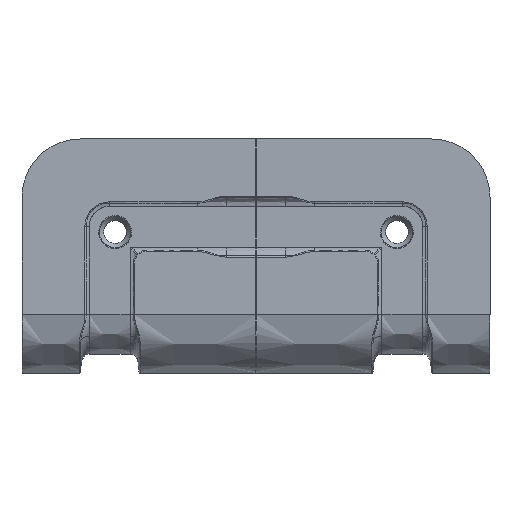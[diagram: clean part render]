
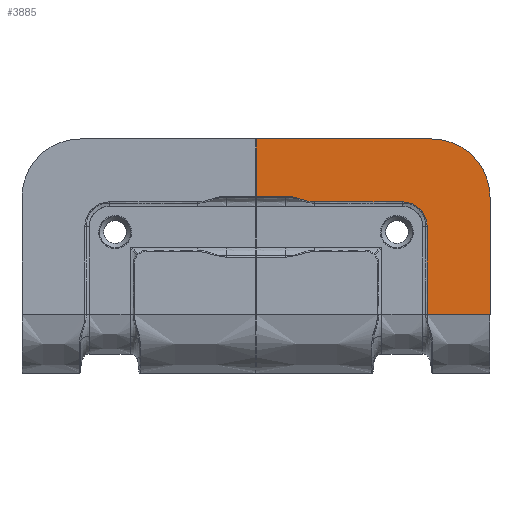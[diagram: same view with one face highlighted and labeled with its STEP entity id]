
A CAD part, top view. The second image highlights one B-rep face of the part: STEP entity #3885.
In plain terms, the highlighted free-form (B-spline) face has degree [3, 3] with [4, 4] control points.
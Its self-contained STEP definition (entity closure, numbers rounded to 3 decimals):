
#553=FACE_OUTER_BOUND('',#725,.T.);
#725=EDGE_LOOP('',(#3414,#3415,#3416,#3417,#3418,#3419,#3420,#3421,#3422,
#3423));
#1163=B_SPLINE_CURVE_WITH_KNOTS('',3,(#17153,#17154,#17155,#17156),
 .UNSPECIFIED.,.F.,.F.,(4,4),(0.,1.),.UNSPECIFIED.);
#1164=B_SPLINE_CURVE_WITH_KNOTS('',3,(#17158,#17159,#17160,#17161,#17162,
#17163,#17164),.UNSPECIFIED.,.F.,.F.,(4,3,4),(-0.753,-0.376,
0.),.UNSPECIFIED.);
#1165=B_SPLINE_CURVE_WITH_KNOTS('',3,(#17166,#17167,#17168,#17169),
 .UNSPECIFIED.,.F.,.F.,(4,4),(0.375,0.75),
 .UNSPECIFIED.);
#1166=B_SPLINE_CURVE_WITH_KNOTS('',3,(#17171,#17172,#17173,#17174),
 .UNSPECIFIED.,.F.,.F.,(4,4),(0.731,1.),.UNSPECIFIED.);
#1167=B_SPLINE_CURVE_WITH_KNOTS('',3,(#17176,#17177,#17178,#17179),
 .UNSPECIFIED.,.F.,.F.,(4,4),(-0.75,-0.25),.UNSPECIFIED.);
#1168=B_SPLINE_CURVE_WITH_KNOTS('',3,(#17181,#17182,#17183,#17184,#17185,
#17186,#17187),.UNSPECIFIED.,.F.,.F.,(4,3,4),(0.,0.888,1.773),
 .UNSPECIFIED.);
#1169=B_SPLINE_CURVE_WITH_KNOTS('',3,(#17189,#17190,#17191,#17192),
 .UNSPECIFIED.,.F.,.F.,(4,4),(-0.75,0.),.UNSPECIFIED.);
#1170=B_SPLINE_CURVE_WITH_KNOTS('',3,(#17194,#17195,#17196,#17197),
 .UNSPECIFIED.,.F.,.F.,(4,4),(0.,0.245),.UNSPECIFIED.);
#1171=B_SPLINE_CURVE_WITH_KNOTS('',3,(#17199,#17200,#17201,#17202),
 .UNSPECIFIED.,.F.,.F.,(4,4),(0.,0.127),.UNSPECIFIED.);
#1172=B_SPLINE_CURVE_WITH_KNOTS('',3,(#17203,#17204,#17205,#17206,#17207,
#17208,#17209),.UNSPECIFIED.,.F.,.F.,(4,3,4),(-0.555,-0.278,
0.),.UNSPECIFIED.);
#1886=VERTEX_POINT('',#17151);
#1887=VERTEX_POINT('',#17152);
#1888=VERTEX_POINT('',#17157);
#1889=VERTEX_POINT('',#17165);
#1890=VERTEX_POINT('',#17170);
#1891=VERTEX_POINT('',#17175);
#1892=VERTEX_POINT('',#17180);
#1893=VERTEX_POINT('',#17188);
#1894=VERTEX_POINT('',#17193);
#1895=VERTEX_POINT('',#17198);
#2646=EDGE_CURVE('',#1886,#1887,#1163,.T.);
#2647=EDGE_CURVE('',#1887,#1888,#1164,.T.);
#2648=EDGE_CURVE('',#1888,#1889,#1165,.T.);
#2649=EDGE_CURVE('',#1889,#1890,#1166,.T.);
#2650=EDGE_CURVE('',#1890,#1891,#1167,.T.);
#2651=EDGE_CURVE('',#1891,#1892,#1168,.T.);
#2652=EDGE_CURVE('',#1892,#1893,#1169,.T.);
#2653=EDGE_CURVE('',#1893,#1894,#1170,.T.);
#2654=EDGE_CURVE('',#1894,#1895,#1171,.T.);
#2655=EDGE_CURVE('',#1895,#1886,#1172,.T.);
#3414=ORIENTED_EDGE('',*,*,#2646,.T.);
#3415=ORIENTED_EDGE('',*,*,#2647,.T.);
#3416=ORIENTED_EDGE('',*,*,#2648,.T.);
#3417=ORIENTED_EDGE('',*,*,#2649,.T.);
#3418=ORIENTED_EDGE('',*,*,#2650,.T.);
#3419=ORIENTED_EDGE('',*,*,#2651,.T.);
#3420=ORIENTED_EDGE('',*,*,#2652,.T.);
#3421=ORIENTED_EDGE('',*,*,#2653,.T.);
#3422=ORIENTED_EDGE('',*,*,#2654,.T.);
#3423=ORIENTED_EDGE('',*,*,#2655,.T.);
#3727=B_SPLINE_SURFACE_WITH_KNOTS('',3,3,((#17135,#17136,#17137,#17138),
(#17139,#17140,#17141,#17142),(#17143,#17144,#17145,#17146),(#17147,#17148,
#17149,#17150)),.UNSPECIFIED.,.F.,.F.,.F.,(4,4),(4,4),(0.,1.),(0.,1.),
 .UNSPECIFIED.);
#3885=ADVANCED_FACE('',(#553),#3727,.T.);
#17135=CARTESIAN_POINT('Ctrl Pts',(650.016,71.97,75.652));
#17136=CARTESIAN_POINT('Ctrl Pts',(664.682,71.97,75.652));
#17137=CARTESIAN_POINT('Ctrl Pts',(679.349,71.97,75.652));
#17138=CARTESIAN_POINT('Ctrl Pts',(694.016,71.97,75.652));
#17139=CARTESIAN_POINT('Ctrl Pts',(650.016,57.304,75.652));
#17140=CARTESIAN_POINT('Ctrl Pts',(664.682,57.304,75.652));
#17141=CARTESIAN_POINT('Ctrl Pts',(679.349,57.304,75.652));
#17142=CARTESIAN_POINT('Ctrl Pts',(694.016,57.304,75.652));
#17143=CARTESIAN_POINT('Ctrl Pts',(650.016,42.637,75.652));
#17144=CARTESIAN_POINT('Ctrl Pts',(664.682,42.637,75.652));
#17145=CARTESIAN_POINT('Ctrl Pts',(679.349,42.637,75.652));
#17146=CARTESIAN_POINT('Ctrl Pts',(694.016,42.637,75.652));
#17147=CARTESIAN_POINT('Ctrl Pts',(650.016,27.97,75.652));
#17148=CARTESIAN_POINT('Ctrl Pts',(664.682,27.97,75.652));
#17149=CARTESIAN_POINT('Ctrl Pts',(679.349,27.97,75.652));
#17150=CARTESIAN_POINT('Ctrl Pts',(694.016,27.97,75.652));
#17151=CARTESIAN_POINT('',(661.016,60.141,75.652));
#17152=CARTESIAN_POINT('',(677.515,60.141,75.652));
#17153=CARTESIAN_POINT('Ctrl Pts',(661.016,60.141,75.652));
#17154=CARTESIAN_POINT('Ctrl Pts',(666.515,60.141,75.652));
#17155=CARTESIAN_POINT('Ctrl Pts',(672.015,60.141,75.652));
#17156=CARTESIAN_POINT('Ctrl Pts',(677.515,60.141,75.652));
#17157=CARTESIAN_POINT('',(682.187,55.47,75.652));
#17158=CARTESIAN_POINT('Ctrl Pts',(677.515,60.141,75.652));
#17159=CARTESIAN_POINT('Ctrl Pts',(678.754,60.141,75.652));
#17160=CARTESIAN_POINT('Ctrl Pts',(679.942,59.649,75.652));
#17161=CARTESIAN_POINT('Ctrl Pts',(680.818,58.773,75.652));
#17162=CARTESIAN_POINT('Ctrl Pts',(681.694,57.897,75.652));
#17163=CARTESIAN_POINT('Ctrl Pts',(682.187,56.709,75.652));
#17164=CARTESIAN_POINT('Ctrl Pts',(682.187,55.47,75.652));
#17165=CARTESIAN_POINT('',(682.187,38.97,75.652));
#17166=CARTESIAN_POINT('Ctrl Pts',(682.187,55.47,75.652));
#17167=CARTESIAN_POINT('Ctrl Pts',(682.187,49.97,75.652));
#17168=CARTESIAN_POINT('Ctrl Pts',(682.187,44.47,75.652));
#17169=CARTESIAN_POINT('Ctrl Pts',(682.187,38.97,75.652));
#17170=CARTESIAN_POINT('',(694.016,38.97,75.652));
#17171=CARTESIAN_POINT('Ctrl Pts',(682.187,38.97,75.652));
#17172=CARTESIAN_POINT('Ctrl Pts',(686.13,38.97,75.652));
#17173=CARTESIAN_POINT('Ctrl Pts',(690.073,38.97,75.652));
#17174=CARTESIAN_POINT('Ctrl Pts',(694.016,38.97,75.652));
#17175=CARTESIAN_POINT('',(694.016,60.97,75.652));
#17176=CARTESIAN_POINT('Ctrl Pts',(694.016,38.97,75.652));
#17177=CARTESIAN_POINT('Ctrl Pts',(694.016,46.304,75.652));
#17178=CARTESIAN_POINT('Ctrl Pts',(694.016,53.637,75.652));
#17179=CARTESIAN_POINT('Ctrl Pts',(694.016,60.97,75.652));
#17180=CARTESIAN_POINT('',(683.016,71.97,75.652));
#17181=CARTESIAN_POINT('Ctrl Pts',(694.016,60.97,75.652));
#17182=CARTESIAN_POINT('Ctrl Pts',(694.016,63.894,75.652));
#17183=CARTESIAN_POINT('Ctrl Pts',(692.852,66.697,75.652));
#17184=CARTESIAN_POINT('Ctrl Pts',(690.781,68.761,75.652));
#17185=CARTESIAN_POINT('Ctrl Pts',(688.719,70.816,75.652));
#17186=CARTESIAN_POINT('Ctrl Pts',(685.927,71.97,75.652));
#17187=CARTESIAN_POINT('Ctrl Pts',(683.016,71.97,75.652));
#17188=CARTESIAN_POINT('',(650.016,71.97,75.652));
#17189=CARTESIAN_POINT('Ctrl Pts',(683.016,71.97,75.652));
#17190=CARTESIAN_POINT('Ctrl Pts',(672.016,71.97,75.652));
#17191=CARTESIAN_POINT('Ctrl Pts',(661.016,71.97,75.652));
#17192=CARTESIAN_POINT('Ctrl Pts',(650.016,71.97,75.652));
#17193=CARTESIAN_POINT('',(650.016,61.184,75.652));
#17194=CARTESIAN_POINT('Ctrl Pts',(650.016,71.97,75.652));
#17195=CARTESIAN_POINT('Ctrl Pts',(650.016,68.375,75.652));
#17196=CARTESIAN_POINT('Ctrl Pts',(650.016,64.78,75.652));
#17197=CARTESIAN_POINT('Ctrl Pts',(650.016,61.184,75.652));
#17198=CARTESIAN_POINT('',(655.617,61.184,75.652));
#17199=CARTESIAN_POINT('Ctrl Pts',(650.016,61.184,75.652));
#17200=CARTESIAN_POINT('Ctrl Pts',(651.883,61.184,75.652));
#17201=CARTESIAN_POINT('Ctrl Pts',(653.75,61.184,75.652));
#17202=CARTESIAN_POINT('Ctrl Pts',(655.617,61.184,75.652));
#17203=CARTESIAN_POINT('Ctrl Pts',(655.617,61.184,75.652));
#17204=CARTESIAN_POINT('Ctrl Pts',(656.57,61.184,75.652));
#17205=CARTESIAN_POINT('Ctrl Pts',(657.426,60.929,75.652));
#17206=CARTESIAN_POINT('Ctrl Pts',(658.316,60.663,75.652));
#17207=CARTESIAN_POINT('Ctrl Pts',(659.206,60.396,75.652));
#17208=CARTESIAN_POINT('Ctrl Pts',(660.063,60.141,75.652));
#17209=CARTESIAN_POINT('Ctrl Pts',(661.016,60.141,75.652));
